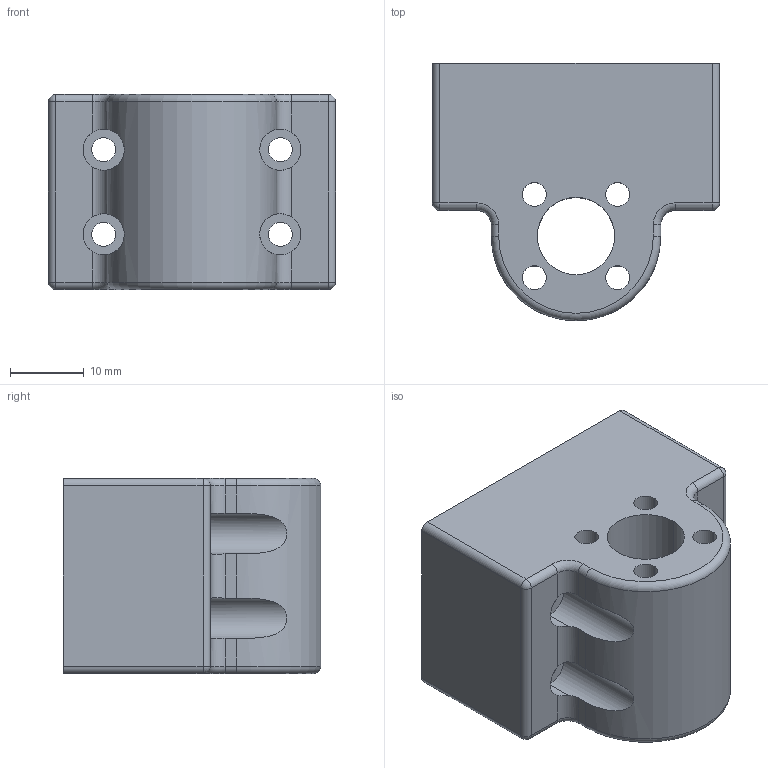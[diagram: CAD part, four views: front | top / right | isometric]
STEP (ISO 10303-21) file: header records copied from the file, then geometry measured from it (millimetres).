
FILE_DESCRIPTION (( 'STEP AP203' ), '1' );
FILE_NAME ('TAco husillo-Mk2.STEP', '2016-07-15T06:22:21', ( '' ), ( '' ), 'SwSTEP 2.0', 'SolidWorks 2016', '' );
FILE_SCHEMA (( 'CONFIG_CONTROL_DESIGN' ));
Length unit declared in the file: millimetre
Products named in the file (1): TAco husillo-Mk2
Bounding box: 39 x 35 x 26.5 mm (x, y, z)
Volume: 23951.4 mm3; surface area: 8328.2 mm2
Topology: 1 solids, 1 shells, 74 faces, 196 edges, 120 vertices
Faces by surface type: cylinder 47, plane 17, torus 6, sphere 4
Entity records: 2637 total; most frequent: CARTESIAN_POINT 679, DIRECTION 410, ORIENTED_EDGE 384, EDGE_CURVE 192, AXIS2_PLACEMENT_3D 163, VERTEX_POINT 120, EDGE_LOOP 92, CIRCLE 88
